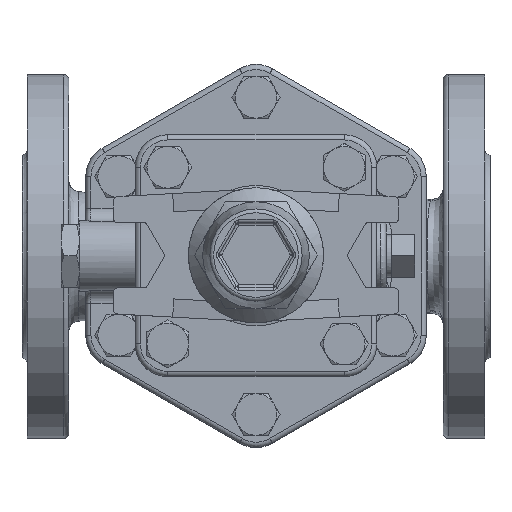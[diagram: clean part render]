
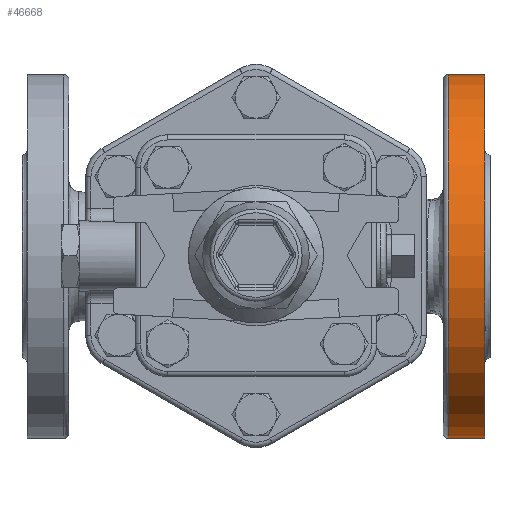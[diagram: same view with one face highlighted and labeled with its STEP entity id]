
A CAD part, top view. The second image highlights one B-rep face of the part: STEP entity #46668.
In plain terms, the highlighted cylindrical face has radius 70 mm (diameter 140 mm), a full revolution.
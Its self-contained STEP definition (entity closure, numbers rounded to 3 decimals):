
#46634=CARTESIAN_POINT('',(74.0,0.,-10.));
#46635=VERTEX_POINT('',#46634);
#46636=CARTESIAN_POINT('',(74.0,0.0,60.));
#46637=DIRECTION('',(-1.0,0.0,0.0));
#46638=DIRECTION('',(0.0,0.0,1.0));
#46639=AXIS2_PLACEMENT_3D('',#46636,#46637,#46638);
#46640=CIRCLE('',#46639,70.0);
#46641=EDGE_CURVE('',#46635,#46635,#46640,.T.);
#46649=CARTESIAN_POINT('',(90.0,0.0,60.));
#46650=DIRECTION('',(-1.0,0.0,0.0));
#46651=DIRECTION('',(0.0,0.0,1.0));
#46652=AXIS2_PLACEMENT_3D('',#46649,#46650,#46651);
#46653=CYLINDRICAL_SURFACE('',#46652,70.0);
#46654=CARTESIAN_POINT('',(88.0,0.,-10.));
#46655=VERTEX_POINT('',#46654);
#46656=CARTESIAN_POINT('',(88.0,0.0,60.));
#46657=DIRECTION('',(-1.0,0.0,0.0));
#46658=DIRECTION('',(0.0,0.0,1.0));
#46659=AXIS2_PLACEMENT_3D('',#46656,#46657,#46658);
#46660=CIRCLE('',#46659,70.0);
#46661=EDGE_CURVE('',#46655,#46655,#46660,.T.);
#46662=ORIENTED_EDGE('',*,*,#46661,.T.);
#46663=EDGE_LOOP('',(#46662));
#46664=FACE_OUTER_BOUND('',#46663,.T.);
#46665=ORIENTED_EDGE('',*,*,#46641,.F.);
#46666=EDGE_LOOP('',(#46665));
#46667=FACE_BOUND('',#46666,.T.);
#46668=ADVANCED_FACE('',(#46664,#46667),#46653,.T.);
